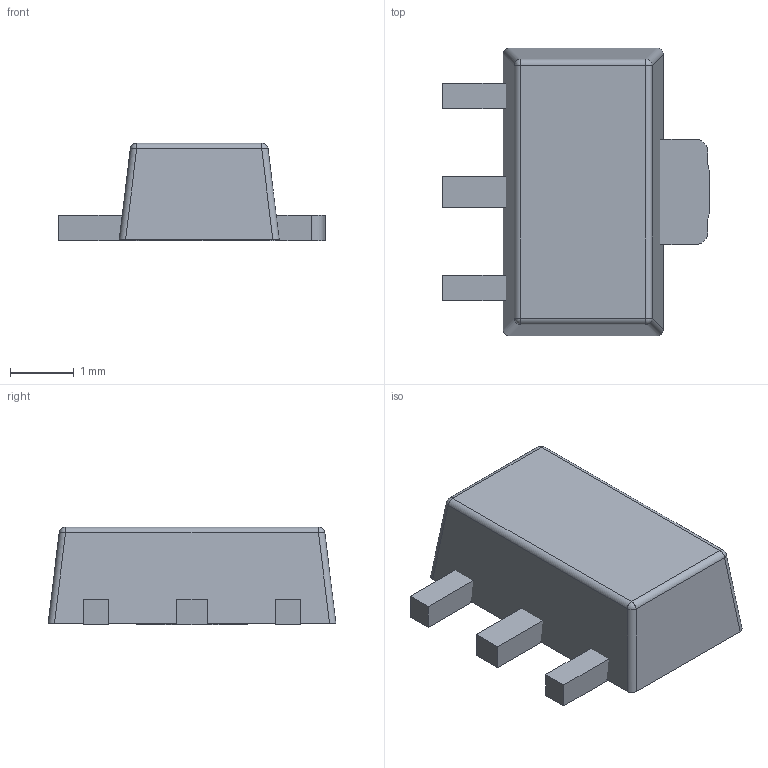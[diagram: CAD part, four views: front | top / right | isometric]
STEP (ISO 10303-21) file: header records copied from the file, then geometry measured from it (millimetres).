
FILE_DESCRIPTION((''),'2;1');
FILE_NAME('PK0003A_ASM','2021-08-04T09:06:10',('a0412086'),(''),'CREO PARAMETRIC BY PTC INC, 2018500','CREO PARAMETRIC BY PTC INC, 2018500','');
FILE_SCHEMA(('CONFIG_CONTROL_DESIGN','SHAPE_APPEARANCE_LAYERS_GROUPS'));
Length unit declared in the file: millimetre
Products named in the file (3): FRAME; MOLD; PK0003A_ASM
Assembly tree (2 placements, depth 2):
  PK0003A_ASM
    FRAME
    MOLD
Bounding box: 4.17 x 4.5 x 1.52 mm (x, y, z)
Volume: 17.5 mm3; surface area: 58.7 mm2
Topology: 4 solids, 4 shells, 54 faces, 126 edges, 80 vertices
Faces by surface type: plane 34, cylinder 16, sphere 4
Entity records: 2052 total; most frequent: CARTESIAN_POINT 281, DIRECTION 268, ORIENTED_EDGE 252, PRESENTATION_STYLE_ASSIGNMENT 130, STYLED_ITEM 130, CURVE_STYLE 126, EDGE_CURVE 126, VECTOR 94
